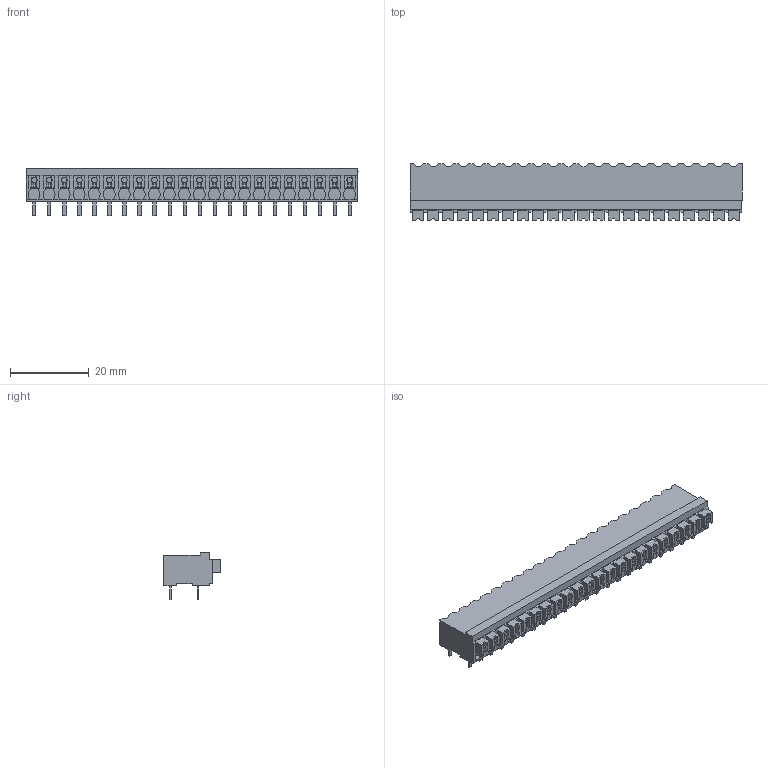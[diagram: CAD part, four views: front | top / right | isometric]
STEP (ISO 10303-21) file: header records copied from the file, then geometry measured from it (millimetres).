
FILE_DESCRIPTION(('CATIA V5 STEP Exchange','CAx-IF Rec.Pracs.--- Model Styling and Organization---1.2---2011-12-15'),'2;1');
FILE_NAME ('D1457980_0', '2018-03-22T09:30:38+00:00', ('none'), ('Weidmueller'), 'CATIA Version 5-6 Release 2014', 'CATIA V5 STEP AP214', 'none');
FILE_SCHEMA(('AUTOMOTIVE_DESIGN { 1 0 10303 214 1 1 1 1 }'));
Length unit declared in the file: millimetre
Products named in the file (1): 1871290000
Bounding box: 84.21 x 14.3 x 12 mm (x, y, z)
Volume: 7223.9 mm3; surface area: 6694.6 mm2
Topology: 67 solids, 67 shells, 1688 faces, 4759 edges, 3183 vertices
Faces by surface type: plane 1424, cylinder 264
Entity records: 52083 total; most frequent: CARTESIAN_POINT 9773, ORIENTED_EDGE 9518, DIRECTION 6659, EDGE_CURVE 4759, VECTOR 4209, LINE 4209, VERTEX_POINT 3183, EDGE_LOOP 1710
